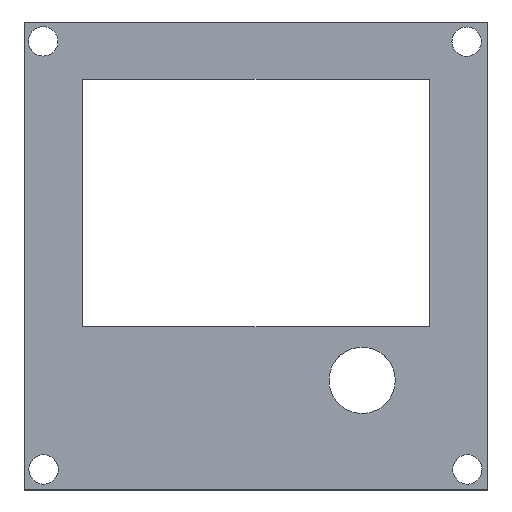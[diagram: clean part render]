
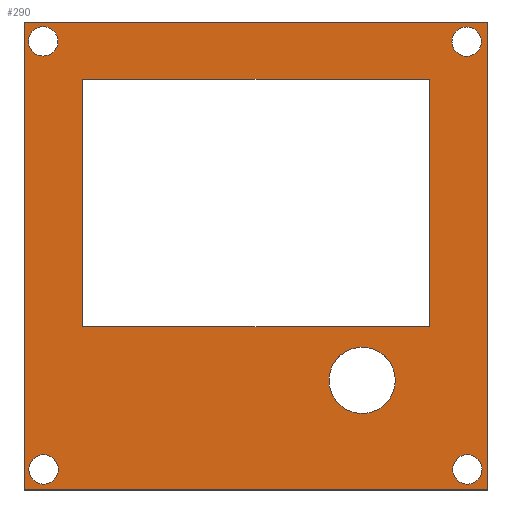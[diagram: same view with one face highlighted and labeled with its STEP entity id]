
A CAD part, top view. The second image highlights one B-rep face of the part: STEP entity #290.
In plain terms, the highlighted planar face has unit normal (0, 0, 1).
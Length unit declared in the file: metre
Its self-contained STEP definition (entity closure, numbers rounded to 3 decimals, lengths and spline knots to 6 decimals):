
#12=CIRCLE('',#312,0.005715);
#14=CIRCLE('',#315,0.00254);
#16=CIRCLE('',#318,0.00254);
#18=CIRCLE('',#321,0.00254);
#20=CIRCLE('',#324,0.00254);
#69=ORIENTED_EDGE('',*,*,#107,.F.);
#70=ORIENTED_EDGE('',*,*,#111,.T.);
#71=ORIENTED_EDGE('',*,*,#114,.T.);
#72=ORIENTED_EDGE('',*,*,#126,.F.);
#73=ORIENTED_EDGE('',*,*,#123,.F.);
#74=ORIENTED_EDGE('',*,*,#121,.F.);
#75=ORIENTED_EDGE('',*,*,#119,.F.);
#76=ORIENTED_EDGE('',*,*,#117,.F.);
#77=ORIENTED_EDGE('',*,*,#115,.F.);
#78=ORIENTED_EDGE('',*,*,#97,.F.);
#79=ORIENTED_EDGE('',*,*,#101,.T.);
#80=ORIENTED_EDGE('',*,*,#104,.F.);
#81=ORIENTED_EDGE('',*,*,#128,.F.);
#97=EDGE_CURVE('',#131,#132,#157,.T.);
#101=EDGE_CURVE('',#131,#134,#161,.T.);
#104=EDGE_CURVE('',#136,#134,#164,.T.);
#107=EDGE_CURVE('',#139,#140,#167,.T.);
#111=EDGE_CURVE('',#139,#142,#171,.T.);
#114=EDGE_CURVE('',#142,#144,#174,.T.);
#115=EDGE_CURVE('',#145,#145,#12,.T.);
#117=EDGE_CURVE('',#147,#147,#14,.T.);
#119=EDGE_CURVE('',#149,#149,#16,.T.);
#121=EDGE_CURVE('',#151,#151,#18,.T.);
#123=EDGE_CURVE('',#153,#153,#20,.T.);
#126=EDGE_CURVE('',#140,#144,#176,.T.);
#128=EDGE_CURVE('',#132,#136,#178,.T.);
#131=VERTEX_POINT('',#412);
#132=VERTEX_POINT('',#414);
#134=VERTEX_POINT('',#420);
#136=VERTEX_POINT('',#426);
#139=VERTEX_POINT('',#433);
#140=VERTEX_POINT('',#435);
#142=VERTEX_POINT('',#441);
#144=VERTEX_POINT('',#447);
#145=VERTEX_POINT('',#451);
#147=VERTEX_POINT('',#456);
#149=VERTEX_POINT('',#461);
#151=VERTEX_POINT('',#466);
#153=VERTEX_POINT('',#471);
#157=LINE('',#413,#181);
#161=LINE('',#421,#185);
#164=LINE('',#427,#188);
#167=LINE('',#434,#191);
#171=LINE('',#442,#195);
#174=LINE('',#448,#198);
#176=LINE('',#476,#200);
#178=LINE('',#479,#202);
#181=VECTOR('',#336,1.);
#185=VECTOR('',#342,1.);
#188=VECTOR('',#347,1.);
#191=VECTOR('',#352,1.);
#195=VECTOR('',#358,1.);
#198=VECTOR('',#363,1.);
#200=VECTOR('',#397,1.);
#202=VECTOR('',#401,1.);
#221=EDGE_LOOP('',(#69,#70,#71,#72));
#222=EDGE_LOOP('',(#73));
#223=EDGE_LOOP('',(#74));
#224=EDGE_LOOP('',(#75));
#225=EDGE_LOOP('',(#76));
#226=EDGE_LOOP('',(#77));
#227=EDGE_LOOP('',(#78,#79,#80,#81));
#253=FACE_BOUND('',#221,.T.);
#254=FACE_BOUND('',#222,.T.);
#255=FACE_BOUND('',#223,.T.);
#256=FACE_BOUND('',#224,.T.);
#257=FACE_BOUND('',#225,.T.);
#258=FACE_BOUND('',#226,.T.);
#259=FACE_BOUND('',#227,.T.);
#275=PLANE('',#328);
#290=ADVANCED_FACE('',(#253,#254,#255,#256,#257,#258,#259),#275,.T.);
#312=AXIS2_PLACEMENT_3D('',#450,#366,#367);
#315=AXIS2_PLACEMENT_3D('',#455,#372,#373);
#318=AXIS2_PLACEMENT_3D('',#460,#378,#379);
#321=AXIS2_PLACEMENT_3D('',#465,#384,#385);
#324=AXIS2_PLACEMENT_3D('',#470,#390,#391);
#328=AXIS2_PLACEMENT_3D('',#480,#402,#403);
#336=DIRECTION('',(0.,-1.,0.));
#342=DIRECTION('',(1.,0.,0.));
#347=DIRECTION('',(0.,1.,0.));
#352=DIRECTION('',(0.,-1.,0.));
#358=DIRECTION('',(-1.,0.,0.));
#363=DIRECTION('',(0.,-1.,0.));
#366=DIRECTION('',(0.,0.,1.));
#367=DIRECTION('',(1.,0.,0.));
#372=DIRECTION('',(0.,0.,1.));
#373=DIRECTION('',(1.,0.,0.));
#378=DIRECTION('',(0.,0.,1.));
#379=DIRECTION('',(1.,0.,0.));
#384=DIRECTION('',(0.,0.,1.));
#385=DIRECTION('',(1.,0.,0.));
#390=DIRECTION('',(0.,0.,1.));
#391=DIRECTION('',(1.,0.,0.));
#397=DIRECTION('',(-1.,0.,0.));
#401=DIRECTION('',(1.,0.,0.));
#402=DIRECTION('',(0.,0.,1.));
#403=DIRECTION('',(1.,0.,0.));
#412=CARTESIAN_POINT('',(-0.029845,0.03048,0.003));
#413=CARTESIAN_POINT('',(-0.029845,-0.006103,0.003));
#414=CARTESIAN_POINT('',(-0.029845,-0.012205,0.003));
#420=CARTESIAN_POINT('',(0.029845,0.03048,0.003));
#421=CARTESIAN_POINT('',(0.,0.03048,0.003));
#426=CARTESIAN_POINT('',(0.029845,-0.012205,0.003));
#427=CARTESIAN_POINT('',(0.029845,0.012312,0.003));
#433=CARTESIAN_POINT('',(0.040005,0.04035,0.003));
#434=CARTESIAN_POINT('',(0.040005,0.,0.003));
#435=CARTESIAN_POINT('',(0.040005,-0.04035,0.003));
#441=CARTESIAN_POINT('',(-0.040005,0.04035,0.003));
#442=CARTESIAN_POINT('',(0.,0.04035,0.003));
#447=CARTESIAN_POINT('',(-0.040005,-0.04035,0.003));
#448=CARTESIAN_POINT('',(-0.040005,0.,0.003));
#450=CARTESIAN_POINT('',(0.018306,-0.021445,0.003));
#451=CARTESIAN_POINT('',(0.024021,-0.021445,0.003));
#455=CARTESIAN_POINT('',(0.036449,-0.03681,0.003));
#456=CARTESIAN_POINT('',(0.038989,-0.03681,0.003));
#460=CARTESIAN_POINT('',(-0.036627,-0.03681,0.003));
#461=CARTESIAN_POINT('',(-0.034087,-0.03681,0.003));
#465=CARTESIAN_POINT('',(0.036322,0.03696,0.003));
#466=CARTESIAN_POINT('',(0.038862,0.03696,0.003));
#470=CARTESIAN_POINT('',(-0.036703,0.03701,0.003));
#471=CARTESIAN_POINT('',(-0.034163,0.03701,0.003));
#476=CARTESIAN_POINT('',(0.,-0.04035,0.003));
#479=CARTESIAN_POINT('',(0.,-0.012205,0.003));
#480=CARTESIAN_POINT('',(0.,0.,0.003));
